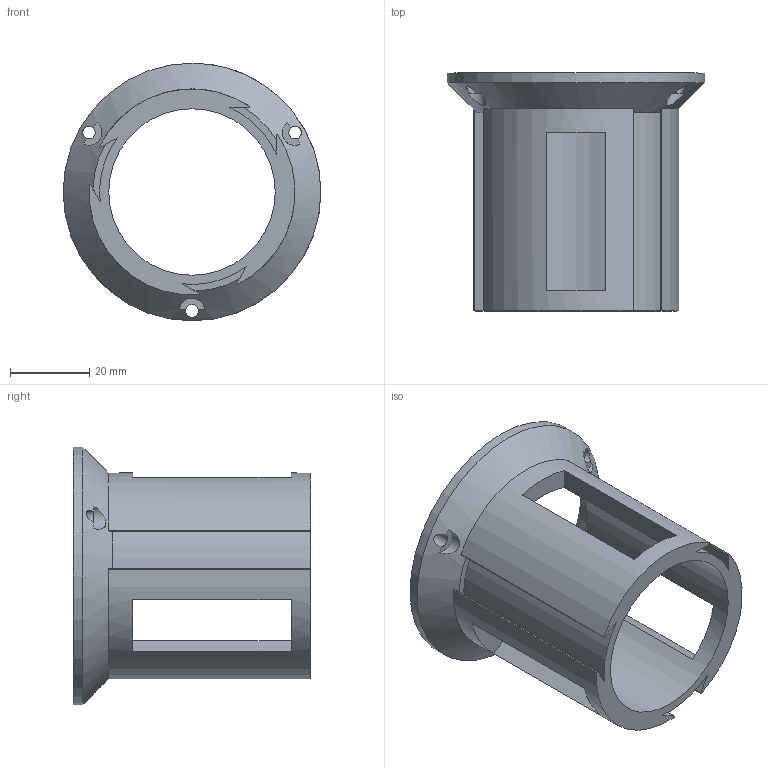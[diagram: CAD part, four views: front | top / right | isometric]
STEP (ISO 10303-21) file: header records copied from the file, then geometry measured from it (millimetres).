
FILE_DESCRIPTION(/* description */ ('STEP AP242','CAx-IF Rec.Pracs.---Representation and Presentation of Product Manufacturing Information (PMI)---4.0---2014-10-13','CAx-IF Rec.Pracs.---3D Tessellated Geometry---0.4---2014-09-14','2;1'),/* implementation_level */ '2;1');
FILE_NAME(/* name */ '6754a4d1e893b201dcda887e',/* time_stamp */ '2024-12-07T19:41:05Z',/* author */ (''),/* organization */ (''),/* preprocessor_version */ 'ST-DEVELOPER v20',/* originating_system */ 'ONSHAPE BY PTC INC, 1.190',/* authorisation */ ' ');
FILE_SCHEMA (('AP242_MANAGED_MODEL_BASED_3D_ENGINEERING_MIM_LF { 1 0 10303 442 1 1 4 }'));
Length unit declared in the file: metre
Products named in the file (1): Slotted Pipe (Circular)
Bounding box: 65 x 60 x 65 mm (x, y, z)
Volume: 30929.3 mm3; surface area: 21433.8 mm2
Topology: 1 solids, 1 shells, 50 faces, 152 edges, 100 vertices
Faces by surface type: plane 26, cylinder 21, cone 3
Full cylindrical faces by diameter (mm): 3.2 x3, 42 x1, 50 x1, 65 x1
Entity records: 1700 total; most frequent: CARTESIAN_POINT 384, DIRECTION 270, ORIENTED_EDGE 264, EDGE_CURVE 132, AXIS2_PLACEMENT_3D 108, VERTEX_POINT 90, EDGE_LOOP 70, FACE_BOUND 70
